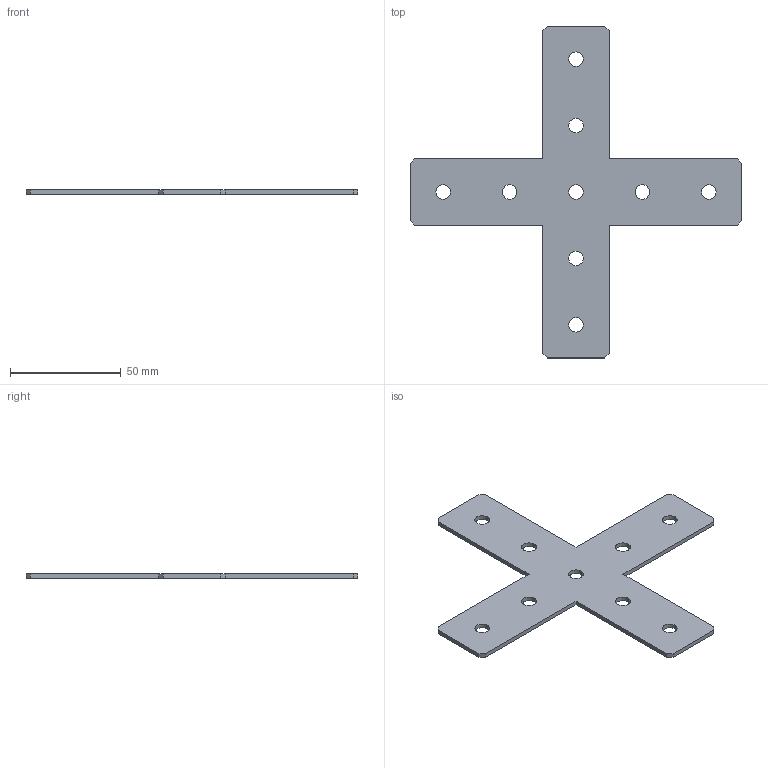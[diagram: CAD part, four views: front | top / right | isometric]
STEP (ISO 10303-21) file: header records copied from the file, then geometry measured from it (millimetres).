
FILE_DESCRIPTION (( 'STEP AP214' ), '1' );
FILE_NAME ('Õ-ïëàñòèíà 30 ñåðèÿ 5õ5 9îòâ 150õ150õ2.STEP', '2022-03-01T09:35:19', ( 'user' ), ( '' ), 'SwSTEP 2.0', 'SolidWorks 2021', '' );
FILE_SCHEMA (( 'AUTOMOTIVE_DESIGN' ));
Length unit declared in the file: millimetre
Products named in the file (1): Õ-ïëàñòèíà 30 ñåðèÿ 5õ5 9îòâ 150õ150õ2
Bounding box: 150 x 150 x 2 mm (x, y, z)
Volume: 15552.2 mm3; surface area: 17106.7 mm2
Topology: 1 solids, 1 shells, 40 faces, 114 edges, 76 vertices
Faces by surface type: plane 22, cylinder 18
Entity records: 1384 total; most frequent: DIRECTION 232, CARTESIAN_POINT 231, ORIENTED_EDGE 228, EDGE_CURVE 114, LINE 78, VECTOR 78, AXIS2_PLACEMENT_3D 77, VERTEX_POINT 76
